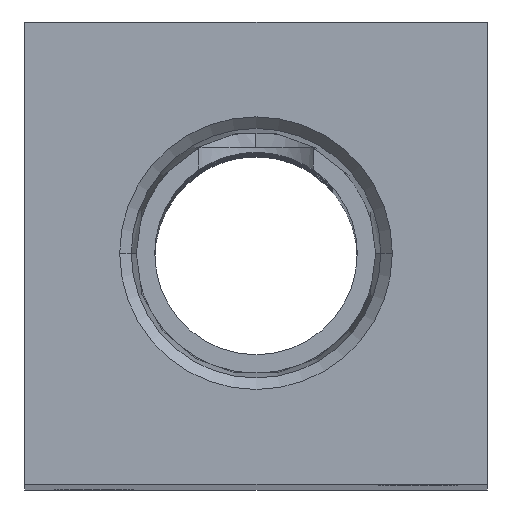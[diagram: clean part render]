
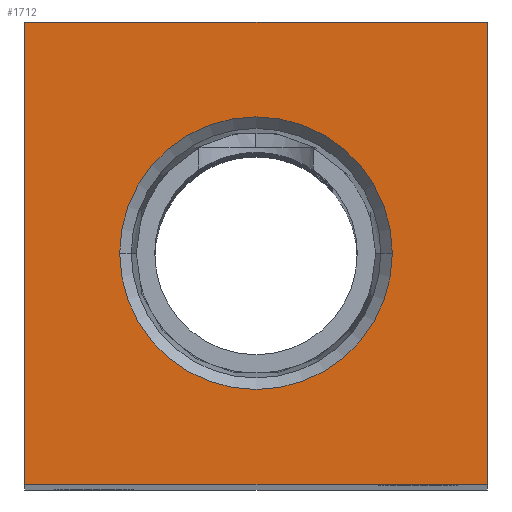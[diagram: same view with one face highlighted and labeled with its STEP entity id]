
A CAD part, top view. The second image highlights one B-rep face of the part: STEP entity #1712.
In plain terms, the highlighted planar face has unit normal (0, 0, 1).
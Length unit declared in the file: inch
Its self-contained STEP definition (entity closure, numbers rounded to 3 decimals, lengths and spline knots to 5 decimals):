
#5 = AXIS2_PLACEMENT_3D ( 'NONE', #2274, #2266, #2258 ) ;
#82 = AXIS2_PLACEMENT_3D ( 'NONE', #1439, #3409, #1730 ) ;
#137 = CIRCLE ( 'NONE', #82, 0.29487 ) ;
#271 = VECTOR ( 'NONE', #1670, 39.37008 ) ;
#321 = LINE ( 'NONE', #3585, #1658 ) ;
#357 = EDGE_CURVE ( 'NONE', #462, #2716, #609, .T. ) ;
#387 = CARTESIAN_POINT ( 'NONE',  ( 0.5, 0.5, 3.5 ) ) ;
#462 = VERTEX_POINT ( 'NONE', #1667 ) ;
#584 = DIRECTION ( 'NONE',  ( -1., 0., 0. ) ) ;
#609 = LINE ( 'NONE', #387, #2252 ) ;
#652 = EDGE_LOOP ( 'NONE', ( #702, #1836 ) ) ;
#702 = ORIENTED_EDGE ( 'NONE', *, *, #912, .F. ) ;
#823 = ORIENTED_EDGE ( 'NONE', *, *, #1531, .T. ) ;
#912 = EDGE_CURVE ( 'NONE', #1128, #2199, #1129, .T. ) ;
#1047 = EDGE_CURVE ( 'NONE', #2111, #462, #3691, .T. ) ;
#1128 = VERTEX_POINT ( 'NONE', #1695 ) ;
#1129 = CIRCLE ( 'NONE', #5, 0.29487 ) ;
#1203 = CARTESIAN_POINT ( 'NONE',  ( 0.5, -0.5, 3.5 ) ) ;
#1439 = CARTESIAN_POINT ( 'NONE',  ( 0., 0., 3.5 ) ) ;
#1476 = VECTOR ( 'NONE', #2044, 39.37008 ) ;
#1531 = EDGE_CURVE ( 'NONE', #2716, #2919, #321, .T. ) ;
#1658 = VECTOR ( 'NONE', #3512, 39.37008 ) ;
#1667 = CARTESIAN_POINT ( 'NONE',  ( 0.5, 0.5, 3.5 ) ) ;
#1670 = DIRECTION ( 'NONE',  ( 1., 0., 0. ) ) ;
#1695 = CARTESIAN_POINT ( 'NONE',  ( 0.29487, 0., 3.5 ) ) ;
#1712 = ADVANCED_FACE ( 'NONE', ( #2070, #2819 ), #2608, .T. ) ;
#1730 = DIRECTION ( 'NONE',  ( 1., 0., 0. ) ) ;
#1774 = CARTESIAN_POINT ( 'NONE',  ( 0.5, -0.5, 3.5 ) ) ;
#1836 = ORIENTED_EDGE ( 'NONE', *, *, #2943, .F. ) ;
#1867 = AXIS2_PLACEMENT_3D ( 'NONE', #2579, #2738, #2562 ) ;
#1973 = ORIENTED_EDGE ( 'NONE', *, *, #1047, .T. ) ;
#2044 = DIRECTION ( 'NONE',  ( 0., 1., 0. ) ) ;
#2048 = CARTESIAN_POINT ( 'NONE',  ( 0.5, -0.5, 3.5 ) ) ;
#2070 = FACE_BOUND ( 'NONE', #652, .T. ) ;
#2111 = VERTEX_POINT ( 'NONE', #1203 ) ;
#2199 = VERTEX_POINT ( 'NONE', #3490 ) ;
#2252 = VECTOR ( 'NONE', #584, 39.37008 ) ;
#2258 = DIRECTION ( 'NONE',  ( 1., 0., 0. ) ) ;
#2266 = DIRECTION ( 'NONE',  ( 0., 0., 1. ) ) ;
#2269 = CARTESIAN_POINT ( 'NONE',  ( -0.5, -0.5, 3.5 ) ) ;
#2274 = CARTESIAN_POINT ( 'NONE',  ( 0., 0., 3.5 ) ) ;
#2275 = ORIENTED_EDGE ( 'NONE', *, *, #357, .T. ) ;
#2310 = EDGE_CURVE ( 'NONE', #2919, #2111, #3451, .T. ) ;
#2383 = CARTESIAN_POINT ( 'NONE',  ( -0.5, 0.5, 3.5 ) ) ;
#2562 = DIRECTION ( 'NONE',  ( 1., 0., 0. ) ) ;
#2579 = CARTESIAN_POINT ( 'NONE',  ( 0., 0., 3.5 ) ) ;
#2608 = PLANE ( 'NONE',  #1867 ) ;
#2716 = VERTEX_POINT ( 'NONE', #2383 ) ;
#2738 = DIRECTION ( 'NONE',  ( 0., 0., 1. ) ) ;
#2819 = FACE_OUTER_BOUND ( 'NONE', #3407, .T. ) ;
#2919 = VERTEX_POINT ( 'NONE', #2269 ) ;
#2943 = EDGE_CURVE ( 'NONE', #2199, #1128, #137, .T. ) ;
#3252 = ORIENTED_EDGE ( 'NONE', *, *, #2310, .T. ) ;
#3407 = EDGE_LOOP ( 'NONE', ( #823, #3252, #1973, #2275 ) ) ;
#3409 = DIRECTION ( 'NONE',  ( 0., 0., 1. ) ) ;
#3451 = LINE ( 'NONE', #1774, #271 ) ;
#3490 = CARTESIAN_POINT ( 'NONE',  ( -0.29487, 0., 3.5 ) ) ;
#3512 = DIRECTION ( 'NONE',  ( 0., -1., 0. ) ) ;
#3585 = CARTESIAN_POINT ( 'NONE',  ( -0.5, -0.5, 3.5 ) ) ;
#3691 = LINE ( 'NONE', #2048, #1476 ) ;
